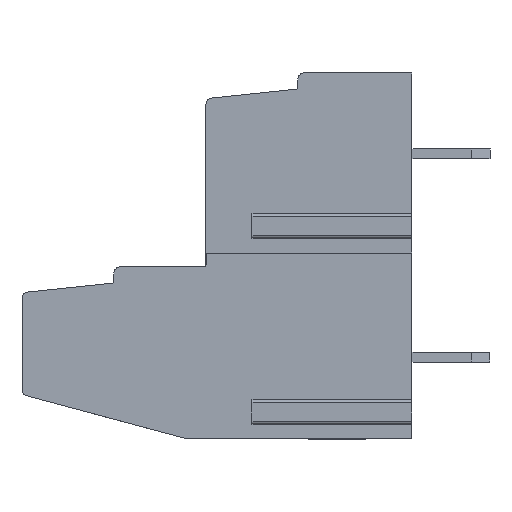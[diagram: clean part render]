
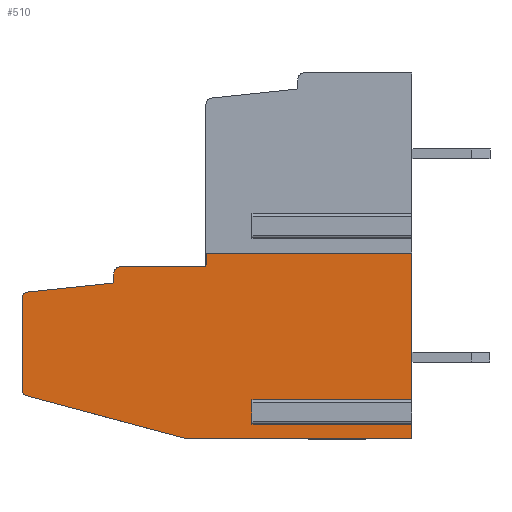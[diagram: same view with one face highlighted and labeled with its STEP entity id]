
A CAD part, left-side view. The second image highlights one B-rep face of the part: STEP entity #510.
In plain terms, the highlighted planar face has unit normal (-1, 0, 0).
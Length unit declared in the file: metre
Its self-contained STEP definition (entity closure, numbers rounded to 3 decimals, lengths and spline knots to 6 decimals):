
#510=ADVANCED_FACE('',(#1134),#1135,.F.);
#1134=FACE_OUTER_BOUND('',#1851,.T.);
#1135=PLANE('',#1852);
#1851=EDGE_LOOP('',(#3380,#3381,#3382,#3383,#3384,#3385,#3386,#3387,#3388,#3389,#3390,#3391,#3392,#3393,#3394,#3395));
#1852=AXIS2_PLACEMENT_3D('',#3396,#3397,#3398);
#3380=ORIENTED_EDGE('',*,*,#4401,.F.);
#3381=ORIENTED_EDGE('',*,*,#4759,.T.);
#3382=ORIENTED_EDGE('',*,*,#4454,.F.);
#3383=ORIENTED_EDGE('',*,*,#4779,.F.);
#3384=ORIENTED_EDGE('',*,*,#4797,.F.);
#3385=ORIENTED_EDGE('',*,*,#4793,.F.);
#3386=ORIENTED_EDGE('',*,*,#4789,.F.);
#3387=ORIENTED_EDGE('',*,*,#4785,.F.);
#3388=ORIENTED_EDGE('',*,*,#4639,.F.);
#3389=ORIENTED_EDGE('',*,*,#4588,.F.);
#3390=ORIENTED_EDGE('',*,*,#4581,.F.);
#3391=ORIENTED_EDGE('',*,*,#4532,.F.);
#3392=ORIENTED_EDGE('',*,*,#4409,.F.);
#3393=ORIENTED_EDGE('',*,*,#4840,.F.);
#3394=ORIENTED_EDGE('',*,*,#4810,.T.);
#3395=ORIENTED_EDGE('',*,*,#4841,.F.);
#3396=CARTESIAN_POINT('',(-0.262892,-0.062133,-0.008525));
#3397=DIRECTION('',(1.0,0.,0.));
#3398=DIRECTION('',(0.,0.,-1.0));
#4401=EDGE_CURVE('',#5306,#5308,#5309,.T.);
#4409=EDGE_CURVE('',#5322,#5324,#5325,.T.);
#4454=EDGE_CURVE('',#5408,#5410,#5411,.T.);
#4532=EDGE_CURVE('',#5324,#5540,#5541,.T.);
#4581=EDGE_CURVE('',#5540,#5621,#5622,.T.);
#4588=EDGE_CURVE('',#5621,#5632,#5633,.T.);
#4639=EDGE_CURVE('',#5632,#5699,#5700,.T.);
#4759=EDGE_CURVE('',#5306,#5410,#5875,.T.);
#4779=EDGE_CURVE('',#5898,#5408,#5901,.T.);
#4785=EDGE_CURVE('',#5699,#5907,#5908,.T.);
#4789=EDGE_CURVE('',#5907,#5913,#5914,.T.);
#4793=EDGE_CURVE('',#5913,#5919,#5920,.T.);
#4797=EDGE_CURVE('',#5919,#5898,#5925,.T.);
#4810=EDGE_CURVE('',#5944,#5942,#5945,.T.);
#4840=EDGE_CURVE('',#5944,#5322,#5988,.F.);
#4841=EDGE_CURVE('',#5308,#5942,#5989,.T.);
#5306=VERTEX_POINT('',#6601);
#5308=VERTEX_POINT('',#6604);
#5309=LINE('',#6605,#6606);
#5322=VERTEX_POINT('',#6622);
#5324=VERTEX_POINT('',#6624);
#5325=LINE('',#6625,#6626);
#5408=VERTEX_POINT('',#6751);
#5410=VERTEX_POINT('',#6754);
#5411=LINE('',#6755,#6756);
#5540=VERTEX_POINT('',#6965);
#5541=LINE('',#6966,#6967);
#5621=VERTEX_POINT('',#7083);
#5622=LINE('',#7084,#7085);
#5632=VERTEX_POINT('',#7100);
#5633=CIRCLE('',#7101,0.0003);
#5699=VERTEX_POINT('',#7196);
#5700=LINE('',#7197,#7198);
#5875=LINE('',#7443,#7444);
#5898=VERTEX_POINT('',#7475);
#5901=LINE('',#7479,#7480);
#5907=VERTEX_POINT('',#7490);
#5908=CIRCLE('',#7491,0.0003);
#5913=VERTEX_POINT('',#7497);
#5914=LINE('',#7498,#7499);
#5919=VERTEX_POINT('',#7506);
#5920=LINE('',#7507,#7508);
#5925=CIRCLE('',#7515,0.0003);
#5942=VERTEX_POINT('',#7536);
#5944=VERTEX_POINT('',#7538);
#5945=LINE('',#7539,#7540);
#5988=LINE('',#7595,#7596);
#5989=LINE('',#7597,#7598);
#6601=CARTESIAN_POINT('',(-0.262892,-0.081333,-0.001679));
#6604=CARTESIAN_POINT('',(-0.262892,-0.081333,-0.009121));
#6605=CARTESIAN_POINT('',(-0.262892,-0.081333,-0.010979));
#6606=VECTOR('',#8230,1.0);
#6622=CARTESIAN_POINT('',(-0.262892,-0.081333,-0.010137));
#6624=CARTESIAN_POINT('',(-0.262892,-0.081333,-0.010979));
#6625=CARTESIAN_POINT('',(-0.262892,-0.081333,-0.010979));
#6626=VECTOR('',#8246,1.0);
#6751=CARTESIAN_POINT('',(-0.262892,-0.071033,-0.002379));
#6754=CARTESIAN_POINT('',(-0.262892,-0.071033,-0.001679));
#6755=CARTESIAN_POINT('',(-0.262892,-0.071033,0.005768));
#6756=VECTOR('',#8290,1.0);
#6965=CARTESIAN_POINT('',(-0.262892,-0.070133,-0.010979));
#6966=CARTESIAN_POINT('',(-0.262892,-0.070133,-0.010979));
#6967=VECTOR('',#8369,1.0);
#7083=CARTESIAN_POINT('',(-0.262892,-0.062055,-0.008814));
#7084=CARTESIAN_POINT('',(-0.262892,-0.062055,-0.008814));
#7085=VECTOR('',#8415,1.0);
#7100=CARTESIAN_POINT('',(-0.262892,-0.061833,-0.008525));
#7101=AXIS2_PLACEMENT_3D('',#8421,#8422,#8423);
#7196=CARTESIAN_POINT('',(-0.262892,-0.061833,-0.003932));
#7197=CARTESIAN_POINT('',(-0.262892,-0.061833,-0.003932));
#7198=VECTOR('',#8465,1.0);
#7443=CARTESIAN_POINT('',(-0.262892,-0.062133,-0.001679));
#7444=VECTOR('',#8581,1.0);
#7475=CARTESIAN_POINT('',(-0.262892,-0.066733,-0.002379));
#7479=CARTESIAN_POINT('',(-0.262892,-0.071033,-0.002379));
#7480=VECTOR('',#8597,1.0);
#7490=CARTESIAN_POINT('',(-0.262892,-0.062101,-0.003634));
#7491=AXIS2_PLACEMENT_3D('',#8602,#8603,#8604);
#7497=CARTESIAN_POINT('',(-0.262892,-0.066433,-0.003179));
#7498=CARTESIAN_POINT('',(-0.262892,-0.066433,-0.003179));
#7499=VECTOR('',#8609,1.0);
#7506=CARTESIAN_POINT('',(-0.262892,-0.066433,-0.002679));
#7507=CARTESIAN_POINT('',(-0.262892,-0.066433,-0.002679));
#7508=VECTOR('',#8612,1.0);
#7515=AXIS2_PLACEMENT_3D('',#8615,#8616,#8617);
#7536=CARTESIAN_POINT('',(-0.262892,-0.073333,-0.009121));
#7538=CARTESIAN_POINT('',(-0.262892,-0.073333,-0.010137));
#7539=CARTESIAN_POINT('',(-0.262892,-0.073333,-0.010104));
#7540=VECTOR('',#8634,1.0);
#7595=CARTESIAN_POINT('',(-0.262892,-0.081333,-0.010137));
#7596=VECTOR('',#8668,1.0);
#7597=CARTESIAN_POINT('',(-0.262892,-0.081333,-0.009121));
#7598=VECTOR('',#8669,1.0);
#8230=DIRECTION('',(0.,0.,-1.0));
#8246=DIRECTION('',(0.,0.,-1.0));
#8290=DIRECTION('',(0.,0.,1.0));
#8369=DIRECTION('',(0.,1.0,0.));
#8415=DIRECTION('',(0.,0.966,0.259));
#8421=CARTESIAN_POINT('',(-0.262892,-0.062133,-0.008525));
#8422=DIRECTION('',(1.0,0.,0.));
#8423=DIRECTION('',(0.,-0.793,0.609));
#8465=DIRECTION('',(0.,0.,1.0));
#8581=DIRECTION('',(0.,1.0,0.));
#8597=DIRECTION('',(0.,-1.0,0.));
#8602=CARTESIAN_POINT('',(-0.262892,-0.062133,-0.003932));
#8603=DIRECTION('',(1.0,0.,0.));
#8604=DIRECTION('',(0.,-0.743,-0.669));
#8609=DIRECTION('',(0.,-0.995,0.105));
#8612=DIRECTION('',(0.,0.,1.0));
#8615=CARTESIAN_POINT('',(-0.262892,-0.066733,-0.002679));
#8616=DIRECTION('',(1.0,0.,0.));
#8617=DIRECTION('',(0.,-0.707,-0.707));
#8634=DIRECTION('',(0.,0.,1.0));
#8668=DIRECTION('',(0.,1.0,0.));
#8669=DIRECTION('',(0.,1.0,0.));
